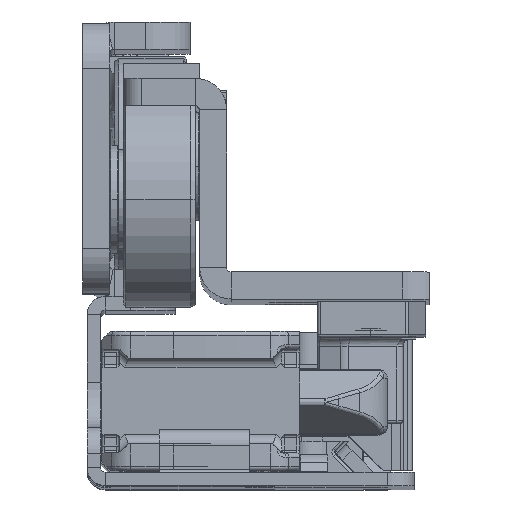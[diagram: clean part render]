
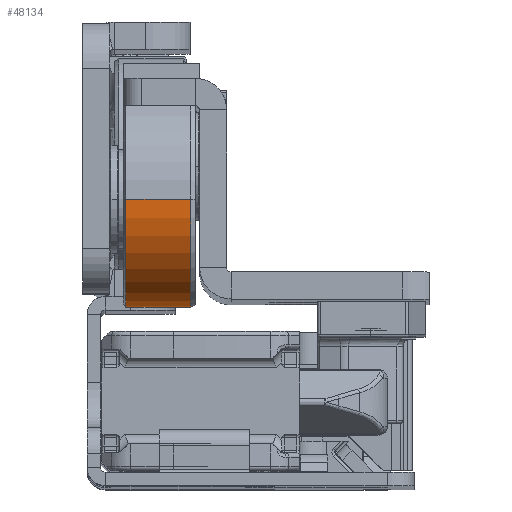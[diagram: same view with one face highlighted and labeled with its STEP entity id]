
A CAD part, top view. The second image highlights one B-rep face of the part: STEP entity #48134.
In plain terms, the highlighted cylindrical face has radius 12 mm (diameter 24 mm), a partial arc.
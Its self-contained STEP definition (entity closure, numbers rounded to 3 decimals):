
#5057 = CARTESIAN_POINT ( 'NONE',  ( 0., 0., 0. ) ) ;
#9428 = CARTESIAN_POINT ( 'NONE',  ( 7.711, 0., -12. ) ) ;
#9454 = DIRECTION ( 'NONE',  ( -1., 0., 0. ) ) ;
#15222 = FACE_OUTER_BOUND ( 'NONE', #22715, .T. ) ;
#17984 = DIRECTION ( 'NONE',  ( 1., 0., 0. ) ) ;
#22715 = EDGE_LOOP ( 'NONE', ( #29180, #85487, #96204, #120817 ) ) ;
#26721 = AXIS2_PLACEMENT_3D ( 'NONE', #5057, #108796, #46410 ) ;
#27633 = EDGE_CURVE ( 'NONE', #114925, #100161, #99016, .T. ) ;
#29180 = ORIENTED_EDGE ( 'NONE', *, *, #50868, .T. ) ;
#31742 = CYLINDRICAL_SURFACE ( 'NONE', #26721, 12. ) ;
#32715 = VECTOR ( 'NONE', #9454, 1000. ) ;
#41805 = VECTOR ( 'NONE', #109202, 1000. ) ;
#43220 = EDGE_CURVE ( 'NONE', #46490, #100161, #130101, .T. ) ;
#43451 = AXIS2_PLACEMENT_3D ( 'NONE', #79024, #17984, #121686 ) ;
#43686 = EDGE_CURVE ( 'NONE', #121393, #46490, #102353, .T. ) ;
#46410 = DIRECTION ( 'NONE',  ( 0., 0., 1. ) ) ;
#46490 = VERTEX_POINT ( 'NONE', #92749 ) ;
#48134 = ADVANCED_FACE ( 'NONE', ( #15222 ), #31742, .T. ) ;
#50868 = EDGE_CURVE ( 'NONE', #114925, #121393, #104688, .T. ) ;
#56960 = AXIS2_PLACEMENT_3D ( 'NONE', #80525, #131404, #89402 ) ;
#64100 = CARTESIAN_POINT ( 'NONE',  ( 0.5, 0., 12. ) ) ;
#79024 = CARTESIAN_POINT ( 'NONE',  ( 0.5, 0., 0. ) ) ;
#80525 = CARTESIAN_POINT ( 'NONE',  ( 7.711, 0., 0. ) ) ;
#85487 = ORIENTED_EDGE ( 'NONE', *, *, #43686, .T. ) ;
#88198 = CARTESIAN_POINT ( 'NONE',  ( 0., 0., 12. ) ) ;
#89402 = DIRECTION ( 'NONE',  ( 0., 0., 1. ) ) ;
#92749 = CARTESIAN_POINT ( 'NONE',  ( 0.5, 0., -12. ) ) ;
#96204 = ORIENTED_EDGE ( 'NONE', *, *, #43220, .T. ) ;
#99016 = LINE ( 'NONE', #88198, #41805 ) ;
#100161 = VERTEX_POINT ( 'NONE', #64100 ) ;
#102353 = LINE ( 'NONE', #110024, #32715 ) ;
#104688 = CIRCLE ( 'NONE', #56960, 12. ) ;
#107548 = CARTESIAN_POINT ( 'NONE',  ( 7.711, 0., 12. ) ) ;
#108796 = DIRECTION ( 'NONE',  ( -1., 0., 0. ) ) ;
#109202 = DIRECTION ( 'NONE',  ( -1., 0., 0. ) ) ;
#110024 = CARTESIAN_POINT ( 'NONE',  ( 0., 0., -12. ) ) ;
#114925 = VERTEX_POINT ( 'NONE', #107548 ) ;
#120817 = ORIENTED_EDGE ( 'NONE', *, *, #27633, .F. ) ;
#121393 = VERTEX_POINT ( 'NONE', #9428 ) ;
#121686 = DIRECTION ( 'NONE',  ( 0., 0., -1. ) ) ;
#130101 = CIRCLE ( 'NONE', #43451, 12. ) ;
#131404 = DIRECTION ( 'NONE',  ( -1., 0., 0. ) ) ;
